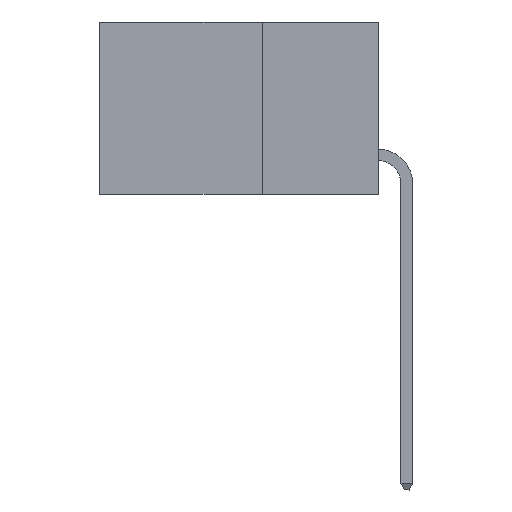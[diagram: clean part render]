
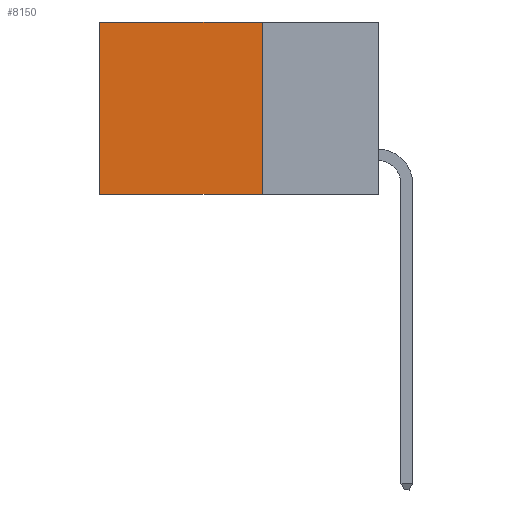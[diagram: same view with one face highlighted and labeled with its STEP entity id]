
A CAD part, left-side view. The second image highlights one B-rep face of the part: STEP entity #8150.
In plain terms, the highlighted planar face has unit normal (-1, 0, 0).
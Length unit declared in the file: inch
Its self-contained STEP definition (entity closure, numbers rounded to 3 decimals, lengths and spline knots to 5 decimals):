
#92 = VERTEX_POINT ( 'NONE', #6949 ) ;
#178 = LINE ( 'NONE', #1550, #420 ) ;
#420 = VECTOR ( 'NONE', #2322, 39.37008 ) ;
#474 = LINE ( 'NONE', #3310, #2348 ) ;
#800 = VECTOR ( 'NONE', #6137, 39.37008 ) ;
#807 = EDGE_CURVE ( 'NONE', #7215, #92, #4281, .T. ) ;
#1175 = CARTESIAN_POINT ( 'NONE',  ( 0.298, 0.25, 0. ) ) ;
#1271 = VERTEX_POINT ( 'NONE', #8466 ) ;
#1410 = DIRECTION ( 'NONE',  ( 1., 0., 0. ) ) ;
#1550 = CARTESIAN_POINT ( 'NONE',  ( 0.298, 0.25, 0. ) ) ;
#1767 = CARTESIAN_POINT ( 'NONE',  ( 0.298, 0.6, -0.37 ) ) ;
#1977 = FACE_OUTER_BOUND ( 'NONE', #4434, .T. ) ;
#2322 = DIRECTION ( 'NONE',  ( 0., 1., 0. ) ) ;
#2348 = VECTOR ( 'NONE', #6522, 39.37008 ) ;
#3293 = ORIENTED_EDGE ( 'NONE', *, *, #807, .F. ) ;
#3310 = CARTESIAN_POINT ( 'NONE',  ( 0.298, 0.25, -0.37 ) ) ;
#3326 = VECTOR ( 'NONE', #4985, 39.37008 ) ;
#3684 = EDGE_CURVE ( 'NONE', #92, #4063, #474, .T. ) ;
#3878 = ORIENTED_EDGE ( 'NONE', *, *, #6356, .T. ) ;
#4063 = VERTEX_POINT ( 'NONE', #1767 ) ;
#4262 = DIRECTION ( 'NONE',  ( 0., 0., -1. ) ) ;
#4281 = LINE ( 'NONE', #1175, #3326 ) ;
#4410 = CARTESIAN_POINT ( 'NONE',  ( 0.298, 0.25, 0. ) ) ;
#4434 = EDGE_LOOP ( 'NONE', ( #6808, #5617, #3293, #3878 ) ) ;
#4578 = EDGE_CURVE ( 'NONE', #1271, #4063, #6951, .T. ) ;
#4641 = CARTESIAN_POINT ( 'NONE',  ( 0.298, 0.25, 0. ) ) ;
#4664 = CARTESIAN_POINT ( 'NONE',  ( 0.298, 0.6, 0. ) ) ;
#4985 = DIRECTION ( 'NONE',  ( 0., 0., -1. ) ) ;
#5617 = ORIENTED_EDGE ( 'NONE', *, *, #3684, .F. ) ;
#6137 = DIRECTION ( 'NONE',  ( 0., 0., -1. ) ) ;
#6356 = EDGE_CURVE ( 'NONE', #7215, #1271, #178, .T. ) ;
#6522 = DIRECTION ( 'NONE',  ( 0., 1., 0. ) ) ;
#6808 = ORIENTED_EDGE ( 'NONE', *, *, #4578, .T. ) ;
#6949 = CARTESIAN_POINT ( 'NONE',  ( 0.298, 0.25, -0.37 ) ) ;
#6951 = LINE ( 'NONE', #4664, #800 ) ;
#7215 = VERTEX_POINT ( 'NONE', #4410 ) ;
#7257 = AXIS2_PLACEMENT_3D ( 'NONE', #4641, #1410, #4262 ) ;
#7590 = PLANE ( 'NONE',  #7257 ) ;
#8150 = ADVANCED_FACE ( 'NONE', ( #1977 ), #7590, .F. ) ;
#8466 = CARTESIAN_POINT ( 'NONE',  ( 0.298, 0.6, 0. ) ) ;
